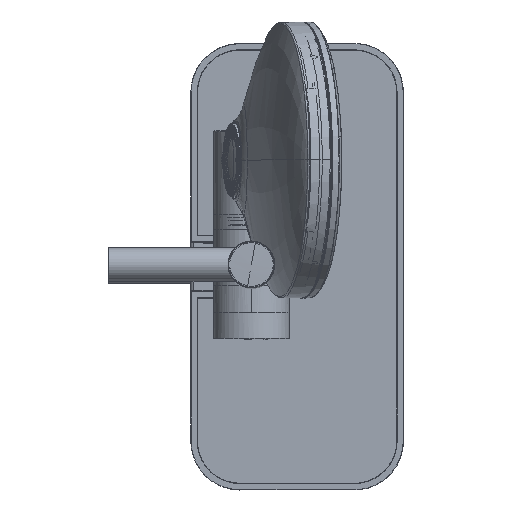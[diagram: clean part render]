
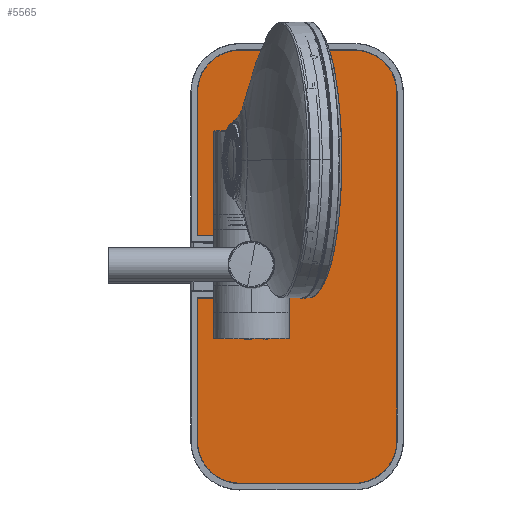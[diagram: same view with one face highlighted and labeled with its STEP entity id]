
A CAD part, top view. The second image highlights one B-rep face of the part: STEP entity #5565.
In plain terms, the highlighted planar face has unit normal (-0.052, 0, 0.999).
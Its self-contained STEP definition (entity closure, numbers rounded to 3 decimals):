
#2090=B_SPLINE_CURVE_WITH_KNOTS('',3,(#67993,#67995,#67996,#67997,#67998,#67999,#67994),.UNSPECIFIED.,.F.,.U.,(4,1,1,1,4),(0.,0.25,0.5,0.749,1.),.UNSPECIFIED.);
#2091=B_SPLINE_CURVE_WITH_KNOTS('',3,(#68003,#68019,#68020,#68021,#68022,#68023,#68018),.UNSPECIFIED.,.F.,.U.,(4,1,1,1,4),(0.,0.25,0.5,0.749,1.),.UNSPECIFIED.);
#2092=B_SPLINE_CURVE_WITH_KNOTS('',3,(#68038,#68039,#68040,#68041,#68042,#68043,#68018),.UNSPECIFIED.,.F.,.U.,(4,1,1,1,4),(0.,0.25,0.5,0.749,1.),.UNSPECIFIED.);
#2093=B_SPLINE_CURVE_WITH_KNOTS('',3,(#68066,#68067,#68068,#68069,#68070,#68071,#68047),.UNSPECIFIED.,.F.,.U.,(4,1,1,1,4),(0.,0.25,0.5,0.749,1.),.UNSPECIFIED.);
#2094=B_SPLINE_CURVE_WITH_KNOTS('',3,(#68092,#68093,#68094,#68095,#68096,#68097,#68073),.UNSPECIFIED.,.F.,.U.,(4,1,1,1,4),(0.,0.25,0.5,0.749,1.),.UNSPECIFIED.);
#2095=B_SPLINE_CURVE_WITH_KNOTS('',3,(#68099,#68119,#68120,#68121,#68122,#68123,#68118),.UNSPECIFIED.,.F.,.U.,(4,1,1,1,4),(0.,0.25,0.5,0.749,1.),.UNSPECIFIED.);
#3843=VECTOR('',#72154,67.195);
#3845=VECTOR('',#73244,25.479);
#3850=VECTOR('',#73255,25.479);
#3851=VECTOR('',#72163,67.195);
#3855=VECTOR('',#73326,54.074);
#3857=VECTOR('',#72163,164.);
#3860=VECTOR('',#73326,54.074);
#4528=LINE('',#67994,#3843);
#4530=LINE('',#68001,#3845);
#4535=LINE('',#68045,#3850);
#4536=LINE('',#68047,#3851);
#4540=LINE('',#68073,#3855);
#4542=LINE('',#68092,#3857);
#4545=LINE('',#68118,#3860);
#5565=ADVANCED_FACE('extract.6',(#6482),#22481,.T.);
#6482=FACE_OUTER_BOUND('',#20278,.T.);
#11258=ORIENTED_EDGE('',*,*,#14865,.F.);
#11259=ORIENTED_EDGE('',*,*,#14863,.F.);
#11260=ORIENTED_EDGE('',*,*,#14861,.F.);
#11261=ORIENTED_EDGE('',*,*,#14885,.F.);
#11262=ORIENTED_EDGE('',*,*,#14883,.F.);
#11263=ORIENTED_EDGE('',*,*,#14881,.F.);
#11264=ORIENTED_EDGE('',*,*,#14880,.T.);
#11265=ORIENTED_EDGE('',*,*,#14878,.T.);
#11266=ORIENTED_EDGE('',*,*,#14876,.T.);
#11267=ORIENTED_EDGE('',*,*,#14873,.T.);
#11268=ORIENTED_EDGE('',*,*,#14872,.T.);
#11269=ORIENTED_EDGE('',*,*,#14870,.T.);
#11270=ORIENTED_EDGE('',*,*,#14867,.F.);
#14861=EDGE_CURVE('3109',#18623,#18624,#2090,.T.);
#14863=EDGE_CURVE('3111',#18624,#18625,#4528,.T.);
#14865=EDGE_CURVE('3113',#18625,#18626,#4530,.T.);
#14867=EDGE_CURVE('3115',#18626,#18627,#2091,.T.);
#14870=EDGE_CURVE('3118',#18628,#18627,#2092,.T.);
#14872=EDGE_CURVE('3120',#18629,#18628,#4535,.T.);
#14873=EDGE_CURVE('3121',#18630,#18629,#4536,.T.);
#14876=EDGE_CURVE('3124',#18631,#18630,#2093,.T.);
#14878=EDGE_CURVE('3126',#18632,#18631,#4540,.T.);
#14880=EDGE_CURVE('3128',#18633,#18632,#2094,.T.);
#14881=EDGE_CURVE('3129',#18633,#18634,#4542,.T.);
#14883=EDGE_CURVE('3131',#18634,#18635,#2095,.T.);
#14885=EDGE_CURVE('3133',#18635,#18623,#4545,.T.);
#18623=VERTEX_POINT('2281',#67993);
#18624=VERTEX_POINT('2282',#67994);
#18625=VERTEX_POINT('2283',#68001);
#18626=VERTEX_POINT('2284',#68003);
#18627=VERTEX_POINT('2285',#68018);
#18628=VERTEX_POINT('2286',#68038);
#18629=VERTEX_POINT('2287',#68045);
#18630=VERTEX_POINT('2288',#68047);
#18631=VERTEX_POINT('2289',#68066);
#18632=VERTEX_POINT('2290',#68073);
#18633=VERTEX_POINT('2291',#68092);
#18634=VERTEX_POINT('2292',#68099);
#18635=VERTEX_POINT('2293',#68118);
#20278=EDGE_LOOP('',(#11258,#11259,#11260,#11261,#11262,#11263,#11264,#11265,#11266,#11267,#11268,#11269,#11270));
#22481=PLANE('',#71785);
#67993=CARTESIAN_POINT('',(-62.651,-101.816,-106.752));
#67994=CARTESIAN_POINT('',(-82.467,-82.,-107.79));
#67995=CARTESIAN_POINT('',(-65.226,-101.816,-106.887));
#67996=CARTESIAN_POINT('',(-70.431,-100.787,-107.159));
#67997=CARTESIAN_POINT('',(-77.013,-96.386,-107.504));
#67998=CARTESIAN_POINT('',(-81.431,-89.802,-107.736));
#67999=CARTESIAN_POINT('',(-82.467,-84.585,-107.79));
#68001=CARTESIAN_POINT('',(-82.467,-14.805,-107.79));
#68003=CARTESIAN_POINT('',(-57.023,-14.583,-106.457));
#68018=CARTESIAN_POINT('',(-42.567,0.,-105.699));
#68019=CARTESIAN_POINT('',(-55.138,-14.567,-106.358));
#68020=CARTESIAN_POINT('',(-51.336,-13.785,-106.159));
#68021=CARTESIAN_POINT('',(-46.537,-10.538,-105.907));
#68022=CARTESIAN_POINT('',(-43.321,-5.71,-105.739));
#68023=CARTESIAN_POINT('',(-42.567,-1.892,-105.699));
#68038=CARTESIAN_POINT('',(-57.023,14.583,-106.457));
#68039=CARTESIAN_POINT('',(-55.138,14.567,-106.358));
#68040=CARTESIAN_POINT('',(-51.336,13.785,-106.159));
#68041=CARTESIAN_POINT('',(-46.537,10.538,-105.907));
#68042=CARTESIAN_POINT('',(-43.321,5.71,-105.739));
#68043=CARTESIAN_POINT('',(-42.567,1.892,-105.699));
#68045=CARTESIAN_POINT('',(-82.467,14.805,-107.79));
#68047=CARTESIAN_POINT('',(-82.467,82.,-107.79));
#68066=CARTESIAN_POINT('',(-62.651,101.816,-106.752));
#68067=CARTESIAN_POINT('',(-65.226,101.816,-106.887));
#68068=CARTESIAN_POINT('',(-70.431,100.787,-107.159));
#68069=CARTESIAN_POINT('',(-77.013,96.386,-107.504));
#68070=CARTESIAN_POINT('',(-81.431,89.802,-107.736));
#68071=CARTESIAN_POINT('',(-82.467,84.585,-107.79));
#68073=CARTESIAN_POINT('',(-8.651,101.816,-103.922));
#68092=CARTESIAN_POINT('',(11.166,82.,-102.883));
#68093=CARTESIAN_POINT('',(11.166,84.579,-102.883));
#68094=CARTESIAN_POINT('',(10.133,89.791,-102.937));
#68095=CARTESIAN_POINT('',(5.724,96.374,-103.168));
#68096=CARTESIAN_POINT('',(-0.859,100.784,-103.513));
#68097=CARTESIAN_POINT('',(-6.069,101.816,-103.786));
#68099=CARTESIAN_POINT('',(11.166,-82.,-102.883));
#68118=CARTESIAN_POINT('',(-8.651,-101.816,-103.922));
#68119=CARTESIAN_POINT('',(11.166,-84.579,-102.883));
#68120=CARTESIAN_POINT('',(10.133,-89.791,-102.937));
#68121=CARTESIAN_POINT('',(5.724,-96.374,-103.168));
#68122=CARTESIAN_POINT('',(-0.859,-100.784,-103.513));
#68123=CARTESIAN_POINT('',(-6.069,-101.816,-103.786));
#68125=CARTESIAN_POINT('',(11.186,-101.836,-102.882));
#71785=AXIS2_PLACEMENT_3D('',#68125,#73243,#72154);
#72154=DIRECTION('',(0.,1.,0.));
#72163=DIRECTION('',(0.,-1.,0.));
#73243=DIRECTION('',(-0.052,0.,0.999));
#73244=DIRECTION('',(0.999,0.009,0.052));
#73255=DIRECTION('',(0.999,-0.009,0.052));
#73326=DIRECTION('',(-0.999,0.,-0.052));
